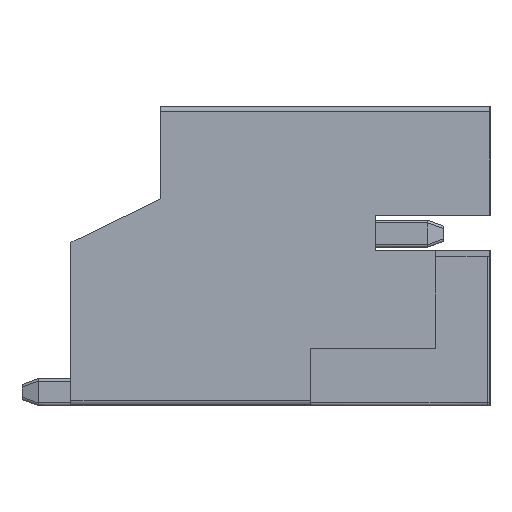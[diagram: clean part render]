
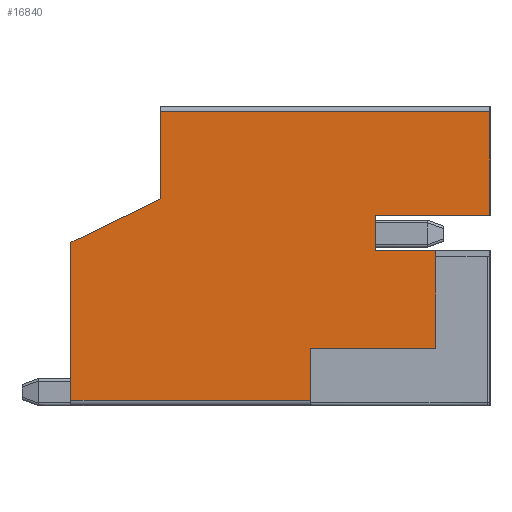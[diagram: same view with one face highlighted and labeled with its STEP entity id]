
A CAD part, left-side view. The second image highlights one B-rep face of the part: STEP entity #16840.
In plain terms, the highlighted planar face has unit normal (-1, 0, 0).
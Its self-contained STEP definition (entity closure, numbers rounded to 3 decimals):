
#1729=FACE_OUTER_BOUND('',#2670,.T.);
#2670=EDGE_LOOP('',(#12457,#12458,#12459,#12460,#12461,#12462,#12463,#12464,
#12465,#12466,#12467,#12468));
#3866=LINE('',#25979,#5445);
#3899=LINE('',#26051,#5478);
#3900=LINE('',#26053,#5479);
#3901=LINE('',#26055,#5480);
#3902=LINE('',#26057,#5481);
#3903=LINE('',#26059,#5482);
#3904=LINE('',#26061,#5483);
#3905=LINE('',#26063,#5484);
#3906=LINE('',#26065,#5485);
#3907=LINE('',#26067,#5486);
#3908=LINE('',#26068,#5487);
#3909=LINE('',#26069,#5488);
#5445=VECTOR('',#21481,1.);
#5478=VECTOR('',#21526,1.);
#5479=VECTOR('',#21527,1.);
#5480=VECTOR('',#21528,1.);
#5481=VECTOR('',#21529,1.);
#5482=VECTOR('',#21530,1.);
#5483=VECTOR('',#21531,1.);
#5484=VECTOR('',#21532,1.);
#5485=VECTOR('',#21533,1.);
#5486=VECTOR('',#21534,1.);
#5487=VECTOR('',#21535,1.);
#5488=VECTOR('',#21536,1.);
#7073=VERTEX_POINT('',#25976);
#7074=VERTEX_POINT('',#25978);
#7106=VERTEX_POINT('',#26049);
#7107=VERTEX_POINT('',#26050);
#7108=VERTEX_POINT('',#26052);
#7109=VERTEX_POINT('',#26054);
#7110=VERTEX_POINT('',#26056);
#7111=VERTEX_POINT('',#26058);
#7112=VERTEX_POINT('',#26060);
#7113=VERTEX_POINT('',#26062);
#7114=VERTEX_POINT('',#26064);
#7115=VERTEX_POINT('',#26066);
#8998=EDGE_CURVE('',#7074,#7073,#3866,.T.);
#9033=EDGE_CURVE('',#7106,#7107,#3899,.T.);
#9034=EDGE_CURVE('',#7106,#7108,#3900,.T.);
#9035=EDGE_CURVE('',#7109,#7108,#3901,.T.);
#9036=EDGE_CURVE('',#7109,#7110,#3902,.T.);
#9037=EDGE_CURVE('',#7111,#7110,#3903,.T.);
#9038=EDGE_CURVE('',#7111,#7112,#3904,.T.);
#9039=EDGE_CURVE('',#7112,#7113,#3905,.T.);
#9040=EDGE_CURVE('',#7113,#7114,#3906,.T.);
#9041=EDGE_CURVE('',#7115,#7114,#3907,.T.);
#9042=EDGE_CURVE('',#7115,#7074,#3908,.T.);
#9043=EDGE_CURVE('',#7107,#7073,#3909,.T.);
#12457=ORIENTED_EDGE('',*,*,#9033,.F.);
#12458=ORIENTED_EDGE('',*,*,#9034,.T.);
#12459=ORIENTED_EDGE('',*,*,#9035,.F.);
#12460=ORIENTED_EDGE('',*,*,#9036,.T.);
#12461=ORIENTED_EDGE('',*,*,#9037,.F.);
#12462=ORIENTED_EDGE('',*,*,#9038,.T.);
#12463=ORIENTED_EDGE('',*,*,#9039,.T.);
#12464=ORIENTED_EDGE('',*,*,#9040,.T.);
#12465=ORIENTED_EDGE('',*,*,#9041,.F.);
#12466=ORIENTED_EDGE('',*,*,#9042,.T.);
#12467=ORIENTED_EDGE('',*,*,#8998,.T.);
#12468=ORIENTED_EDGE('',*,*,#9043,.F.);
#15097=PLANE('',#18328);
#16840=ADVANCED_FACE('',(#1729),#15097,.F.);
#18328=AXIS2_PLACEMENT_3D('',#26048,#21524,#21525);
#21481=DIRECTION('',(0.,0.,-1.));
#21524=DIRECTION('center_axis',(1.,0.,0.));
#21525=DIRECTION('ref_axis',(0.,0.,-1.));
#21526=DIRECTION('',(0.,0.,1.));
#21527=DIRECTION('',(0.,-1.,0.));
#21528=DIRECTION('',(0.,0.,-1.));
#21529=DIRECTION('',(0.,-1.,0.));
#21530=DIRECTION('',(0.,0.,-1.));
#21531=DIRECTION('',(0.,1.,0.));
#21532=DIRECTION('',(0.,0.,1.));
#21533=DIRECTION('',(0.,-1.,0.));
#21534=DIRECTION('',(0.,0.,-1.));
#21535=DIRECTION('',(0.,1.,0.));
#21536=DIRECTION('',(0.,-0.9,0.436));
#25976=CARTESIAN_POINT('',(-10.,1.689,3.8));
#25978=CARTESIAN_POINT('',(-10.,1.689,5.4));
#25979=CARTESIAN_POINT('',(-10.,1.689,5.5));
#26048=CARTESIAN_POINT('Origin',(-10.,1.689,5.5));
#26049=CARTESIAN_POINT('',(-10.,3.339,0.1));
#26050=CARTESIAN_POINT('',(-10.,3.339,3.));
#26051=CARTESIAN_POINT('',(-10.,3.339,0.));
#26052=CARTESIAN_POINT('',(-10.,-1.061,0.1));
#26053=CARTESIAN_POINT('',(-10.,1.689,0.1));
#26054=CARTESIAN_POINT('',(-10.,-1.061,1.05));
#26055=CARTESIAN_POINT('',(-10.,-1.061,0.));
#26056=CARTESIAN_POINT('',(-10.,-3.361,1.05));
#26057=CARTESIAN_POINT('',(-10.,-1.061,1.05));
#26058=CARTESIAN_POINT('',(-10.,-3.361,2.85));
#26059=CARTESIAN_POINT('',(-10.,-3.361,2.85));
#26060=CARTESIAN_POINT('',(-10.,-2.261,2.85));
#26061=CARTESIAN_POINT('',(-10.,-2.261,2.85));
#26062=CARTESIAN_POINT('',(-10.,-2.261,3.5));
#26063=CARTESIAN_POINT('',(-10.,-2.261,3.5));
#26064=CARTESIAN_POINT('',(-10.,-4.361,3.5));
#26065=CARTESIAN_POINT('',(-10.,-2.261,3.5));
#26066=CARTESIAN_POINT('',(-10.,-4.361,5.4));
#26067=CARTESIAN_POINT('',(-10.,-4.361,5.5));
#26068=CARTESIAN_POINT('',(-10.,1.689,5.4));
#26069=CARTESIAN_POINT('',(-10.,3.339,3.));
